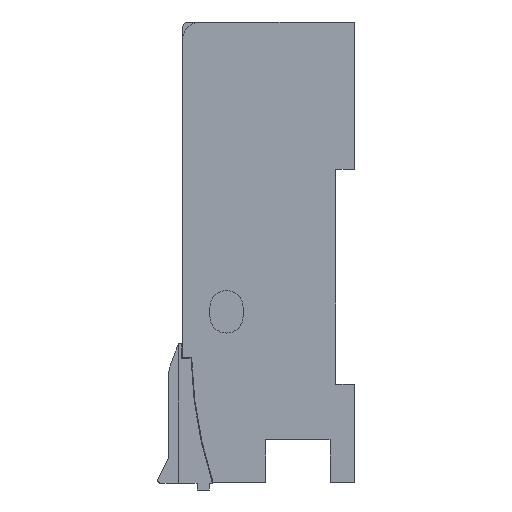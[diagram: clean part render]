
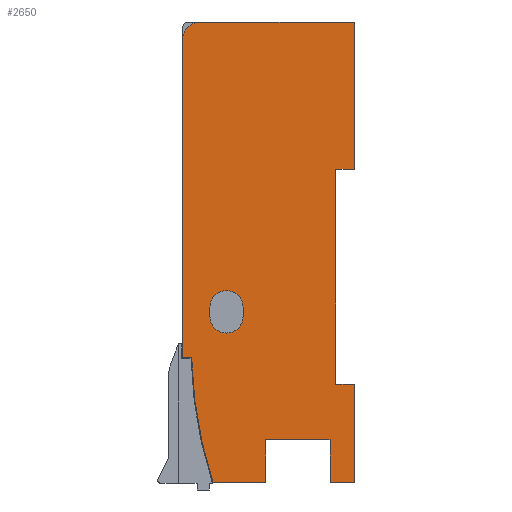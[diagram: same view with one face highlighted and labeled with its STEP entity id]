
A CAD part, left-side view. The second image highlights one B-rep face of the part: STEP entity #2650.
In plain terms, the highlighted planar face has unit normal (-1, 0, 0).
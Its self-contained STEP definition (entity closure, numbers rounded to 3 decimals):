
#30=FACE_BOUND('',#376,.T.);
#80=PLANE('',#2886);
#222=FACE_OUTER_BOUND('',#375,.T.);
#375=EDGE_LOOP('',(#2063,#2064,#2065,#2066,#2067,#2068,#2069,#2070,#2071,
#2072,#2073,#2074,#2075,#2076,#2077));
#376=EDGE_LOOP('',(#2078,#2079,#2080,#2081));
#594=LINE('',#4005,#926);
#595=LINE('',#4007,#927);
#596=LINE('',#4011,#928);
#597=LINE('',#4013,#929);
#598=LINE('',#4017,#930);
#599=LINE('',#4019,#931);
#600=LINE('',#4021,#932);
#601=LINE('',#4023,#933);
#602=LINE('',#4025,#934);
#603=LINE('',#4027,#935);
#604=LINE('',#4029,#936);
#605=LINE('',#4031,#937);
#606=LINE('',#4032,#938);
#607=LINE('',#4036,#939);
#608=LINE('',#4037,#940);
#926=VECTOR('',#3264,1000.);
#927=VECTOR('',#3265,1000.);
#928=VECTOR('',#3268,1000.);
#929=VECTOR('',#3269,1000.);
#930=VECTOR('',#3272,1000.);
#931=VECTOR('',#3273,1000.);
#932=VECTOR('',#3274,1000.);
#933=VECTOR('',#3275,1000.);
#934=VECTOR('',#3276,1000.);
#935=VECTOR('',#3277,1000.);
#936=VECTOR('',#3278,1000.);
#937=VECTOR('',#3279,1000.);
#938=VECTOR('',#3280,1000.);
#939=VECTOR('',#3283,1000.);
#940=VECTOR('',#3284,1000.);
#1174=CIRCLE('',#2867,2.7);
#1187=CIRCLE('',#2887,3.);
#1188=CIRCLE('',#2888,71.);
#1189=CIRCLE('',#2889,2.7);
#1273=VERTEX_POINT('',#3955);
#1274=VERTEX_POINT('',#3957);
#1291=VERTEX_POINT('',#4003);
#1292=VERTEX_POINT('',#4004);
#1293=VERTEX_POINT('',#4006);
#1294=VERTEX_POINT('',#4008);
#1295=VERTEX_POINT('',#4010);
#1296=VERTEX_POINT('',#4012);
#1297=VERTEX_POINT('',#4014);
#1298=VERTEX_POINT('',#4016);
#1299=VERTEX_POINT('',#4018);
#1300=VERTEX_POINT('',#4020);
#1301=VERTEX_POINT('',#4022);
#1302=VERTEX_POINT('',#4024);
#1303=VERTEX_POINT('',#4026);
#1304=VERTEX_POINT('',#4028);
#1305=VERTEX_POINT('',#4030);
#1306=VERTEX_POINT('',#4033);
#1307=VERTEX_POINT('',#4034);
#1558=EDGE_CURVE('',#1274,#1273,#1174,.T.);
#1580=EDGE_CURVE('',#1291,#1292,#594,.T.);
#1581=EDGE_CURVE('',#1293,#1291,#595,.T.);
#1582=EDGE_CURVE('',#1294,#1293,#1187,.T.);
#1583=EDGE_CURVE('',#1295,#1294,#596,.T.);
#1584=EDGE_CURVE('',#1296,#1295,#597,.T.);
#1585=EDGE_CURVE('',#1297,#1296,#1188,.T.);
#1586=EDGE_CURVE('',#1298,#1297,#598,.T.);
#1587=EDGE_CURVE('',#1299,#1298,#599,.T.);
#1588=EDGE_CURVE('',#1300,#1299,#600,.T.);
#1589=EDGE_CURVE('',#1301,#1300,#601,.T.);
#1590=EDGE_CURVE('',#1302,#1301,#602,.T.);
#1591=EDGE_CURVE('',#1303,#1302,#603,.T.);
#1592=EDGE_CURVE('',#1304,#1303,#604,.T.);
#1593=EDGE_CURVE('',#1305,#1304,#605,.T.);
#1594=EDGE_CURVE('',#1292,#1305,#606,.T.);
#1595=EDGE_CURVE('',#1306,#1307,#1189,.T.);
#1596=EDGE_CURVE('',#1307,#1274,#607,.T.);
#1597=EDGE_CURVE('',#1273,#1306,#608,.T.);
#2063=ORIENTED_EDGE('',*,*,#1580,.F.);
#2064=ORIENTED_EDGE('',*,*,#1581,.F.);
#2065=ORIENTED_EDGE('',*,*,#1582,.F.);
#2066=ORIENTED_EDGE('',*,*,#1583,.F.);
#2067=ORIENTED_EDGE('',*,*,#1584,.F.);
#2068=ORIENTED_EDGE('',*,*,#1585,.F.);
#2069=ORIENTED_EDGE('',*,*,#1586,.F.);
#2070=ORIENTED_EDGE('',*,*,#1587,.F.);
#2071=ORIENTED_EDGE('',*,*,#1588,.F.);
#2072=ORIENTED_EDGE('',*,*,#1589,.F.);
#2073=ORIENTED_EDGE('',*,*,#1590,.F.);
#2074=ORIENTED_EDGE('',*,*,#1591,.F.);
#2075=ORIENTED_EDGE('',*,*,#1592,.F.);
#2076=ORIENTED_EDGE('',*,*,#1593,.F.);
#2077=ORIENTED_EDGE('',*,*,#1594,.F.);
#2078=ORIENTED_EDGE('',*,*,#1595,.T.);
#2079=ORIENTED_EDGE('',*,*,#1596,.T.);
#2080=ORIENTED_EDGE('',*,*,#1558,.T.);
#2081=ORIENTED_EDGE('',*,*,#1597,.T.);
#2650=ADVANCED_FACE('',(#222,#30),#80,.F.);
#2867=AXIS2_PLACEMENT_3D('',#3958,#3215,#3216);
#2886=AXIS2_PLACEMENT_3D('',#4002,#3262,#3263);
#2887=AXIS2_PLACEMENT_3D('',#4009,#3266,#3267);
#2888=AXIS2_PLACEMENT_3D('',#4015,#3270,#3271);
#2889=AXIS2_PLACEMENT_3D('',#4035,#3281,#3282);
#3215=DIRECTION('center_axis',(1.,0.,0.));
#3216=DIRECTION('ref_axis',(0.,0.,-1.));
#3262=DIRECTION('center_axis',(1.,0.,0.));
#3263=DIRECTION('ref_axis',(0.,0.,-1.));
#3264=DIRECTION('',(0.,0.,-1.));
#3265=DIRECTION('',(0.,-1.,0.));
#3266=DIRECTION('center_axis',(1.,0.,0.));
#3267=DIRECTION('ref_axis',(0.,0.,-1.));
#3268=DIRECTION('',(0.,0.,1.));
#3269=DIRECTION('',(0.,1.,0.));
#3270=DIRECTION('center_axis',(1.,0.,0.));
#3271=DIRECTION('ref_axis',(0.,0.,1.));
#3272=DIRECTION('',(0.,1.,0.));
#3273=DIRECTION('',(0.,0.,-1.));
#3274=DIRECTION('',(0.,1.,0.));
#3275=DIRECTION('',(0.,0.,1.));
#3276=DIRECTION('',(0.,1.,0.));
#3277=DIRECTION('',(0.,0.,-1.));
#3278=DIRECTION('',(0.,-1.,0.));
#3279=DIRECTION('',(0.,0.,-1.));
#3280=DIRECTION('',(0.,1.,0.));
#3281=DIRECTION('center_axis',(1.,0.,0.));
#3282=DIRECTION('ref_axis',(0.,0.,-1.));
#3283=DIRECTION('',(0.,0.,1.));
#3284=DIRECTION('',(0.,0.,-1.));
#3955=CARTESIAN_POINT('',(-5.,5.4,-46.45));
#3957=CARTESIAN_POINT('',(-5.,10.8,-46.45));
#3958=CARTESIAN_POINT('Origin',(-5.,8.1,-46.45));
#4002=CARTESIAN_POINT('Origin',(-5.,12.3,-3.));
#4003=CARTESIAN_POINT('',(-5.,-12.7,0.));
#4004=CARTESIAN_POINT('',(-5.,-12.7,-24.));
#4005=CARTESIAN_POINT('',(-5.,-12.7,-24.));
#4006=CARTESIAN_POINT('',(-5.,12.3,0.));
#4007=CARTESIAN_POINT('',(-5.,0.,0.));
#4008=CARTESIAN_POINT('',(-5.,15.3,-3.));
#4009=CARTESIAN_POINT('Origin',(-5.,12.3,-3.));
#4010=CARTESIAN_POINT('',(-5.,15.3,-54.7));
#4011=CARTESIAN_POINT('',(-5.,15.3,-3.));
#4012=CARTESIAN_POINT('',(-5.,13.777,-54.7));
#4013=CARTESIAN_POINT('',(-5.,13.777,-54.7));
#4014=CARTESIAN_POINT('',(-5.,10.273,-75.));
#4015=CARTESIAN_POINT('Origin',(-5.,-57.2,-52.9));
#4016=CARTESIAN_POINT('',(-5.,1.75,-75.));
#4017=CARTESIAN_POINT('',(-5.,10.273,-75.));
#4018=CARTESIAN_POINT('',(-5.,1.75,-68.));
#4019=CARTESIAN_POINT('',(-5.,1.75,-75.));
#4020=CARTESIAN_POINT('',(-5.,-8.75,-68.));
#4021=CARTESIAN_POINT('',(-5.,1.75,-68.));
#4022=CARTESIAN_POINT('',(-5.,-8.75,-75.));
#4023=CARTESIAN_POINT('',(-5.,-8.75,-68.));
#4024=CARTESIAN_POINT('',(-5.,-12.7,-75.));
#4025=CARTESIAN_POINT('',(-5.,-8.75,-75.));
#4026=CARTESIAN_POINT('',(-5.,-12.7,-59.));
#4027=CARTESIAN_POINT('',(-5.,-12.7,-75.));
#4028=CARTESIAN_POINT('',(-5.,-9.7,-59.));
#4029=CARTESIAN_POINT('',(-5.,-12.7,-59.));
#4030=CARTESIAN_POINT('',(-5.,-9.7,-24.));
#4031=CARTESIAN_POINT('',(-5.,-9.7,-59.));
#4032=CARTESIAN_POINT('',(-5.,-9.7,-24.));
#4033=CARTESIAN_POINT('',(-5.,5.4,-47.95));
#4034=CARTESIAN_POINT('',(-5.,10.8,-47.95));
#4035=CARTESIAN_POINT('Origin',(-5.,8.1,-47.95));
#4036=CARTESIAN_POINT('',(-5.,10.8,-47.95));
#4037=CARTESIAN_POINT('',(-5.,5.4,-46.45));
